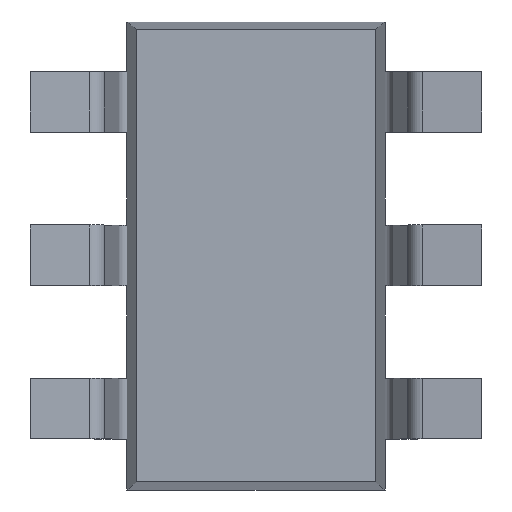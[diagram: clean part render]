
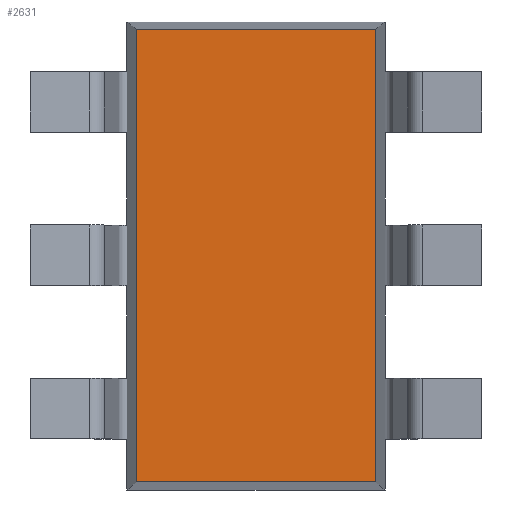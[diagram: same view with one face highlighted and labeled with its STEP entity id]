
A CAD part, top view. The second image highlights one B-rep face of the part: STEP entity #2631.
In plain terms, the highlighted planar face has unit normal (0, 0, 1).
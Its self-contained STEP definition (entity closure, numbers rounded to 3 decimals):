
#953=DIRECTION('',(1.,0.,0.));
#954=VECTOR('',#953,1.481);
#955=CARTESIAN_POINT('',(-0.741,1.398,
0.758));
#956=LINE('',#955,#954);
#957=DIRECTION('',(0.,-1.,0.));
#958=VECTOR('',#957,2.802);
#959=CARTESIAN_POINT('',(0.741,1.398,0.758));
#960=LINE('',#959,#958);
#961=DIRECTION('',(0.,-1.,0.));
#962=VECTOR('',#961,2.802);
#963=CARTESIAN_POINT('',(-0.741,1.398,
0.758));
#964=LINE('',#963,#962);
#973=DIRECTION('',(1.,0.,0.));
#974=VECTOR('',#973,1.481);
#975=CARTESIAN_POINT('',(-0.741,-1.404,
0.758));
#976=LINE('',#975,#974);
#1009=CARTESIAN_POINT('',(-0.741,1.398,
0.758));
#1010=CARTESIAN_POINT('',(0.741,1.398,
0.758));
#1011=VERTEX_POINT('',#1009);
#1012=VERTEX_POINT('',#1010);
#1013=CARTESIAN_POINT('',(-0.741,-1.404,
0.758));
#1014=CARTESIAN_POINT('',(0.741,-1.404,
0.758));
#1015=VERTEX_POINT('',#1013);
#1016=VERTEX_POINT('',#1014);
#2619=CARTESIAN_POINT('',(-0.8,1.398,0.758));
#2620=DIRECTION('',(0.,0.,1.));
#2621=DIRECTION('',(0.,-1.,0.));
#2622=AXIS2_PLACEMENT_3D('',#2619,#2620,#2621);
#2623=PLANE('',#2622);
#2624=ORIENTED_EDGE('',*,*,#2612,.T.);
#2625=ORIENTED_EDGE('',*,*,#1591,.T.);
#2627=ORIENTED_EDGE('',*,*,#2626,.F.);
#2628=ORIENTED_EDGE('',*,*,#2090,.F.);
#2629=EDGE_LOOP('',(#2624,#2625,#2627,#2628));
#2630=FACE_OUTER_BOUND('',#2629,.F.);
#1591=EDGE_CURVE('',#1012,#1016,#960,.T.);
#2090=EDGE_CURVE('',#1011,#1015,#964,.T.);
#2612=EDGE_CURVE('',#1011,#1012,#956,.T.);
#2626=EDGE_CURVE('',#1015,#1016,#976,.T.);
#2631=ADVANCED_FACE('',(#2630),#2623,.T.);
